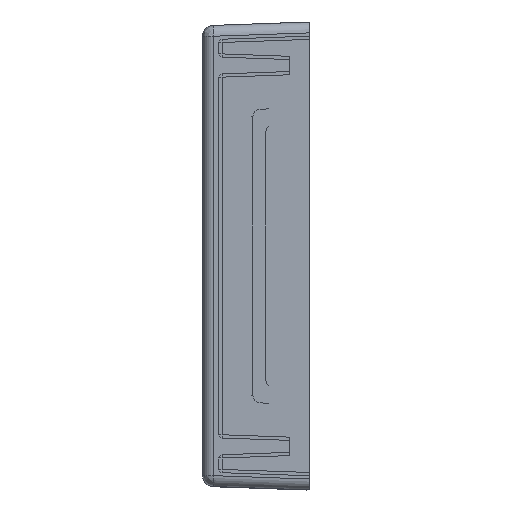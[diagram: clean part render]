
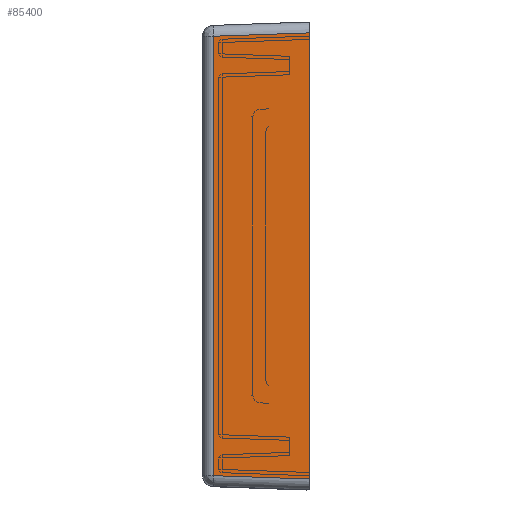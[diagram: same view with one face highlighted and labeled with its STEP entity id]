
A CAD part, left-side view. The second image highlights one B-rep face of the part: STEP entity #85400.
In plain terms, the highlighted face is planar.
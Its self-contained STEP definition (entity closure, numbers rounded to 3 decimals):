
#898 = LINE ( 'NONE', #1734, #66166 ) ;
#1734 = CARTESIAN_POINT ( 'NONE',  ( -144.75, 15.857, -5.8 ) ) ;
#2373 = LINE ( 'NONE', #34235, #25049 ) ;
#4482 = DIRECTION ( 'NONE',  ( 0.035, -0.035, 0.999 ) ) ;
#15736 = LINE ( 'NONE', #93661, #75631 ) ;
#22525 = DIRECTION ( 'NONE',  ( -0.035, 0., -0.999 ) ) ;
#25049 = VECTOR ( 'NONE', #77068, 1000. ) ;
#25157 = CARTESIAN_POINT ( 'NONE',  ( -144.442, -20.193, 3.035 ) ) ;
#26110 = EDGE_LOOP ( 'NONE', ( #108425, #33152, #43103, #71134 ) ) ;
#31571 = EDGE_CURVE ( 'NONE', #59399, #58316, #47430, .T. ) ;
#33152 = ORIENTED_EDGE ( 'NONE', *, *, #31571, .F. ) ;
#34099 = DIRECTION ( 'NONE',  ( -0.035, -0.035, -0.999 ) ) ;
#34235 = CARTESIAN_POINT ( 'NONE',  ( -144.442, 15.857, 3.035 ) ) ;
#38331 = CARTESIAN_POINT ( 'NONE',  ( -144.75, 20.501, -5.8 ) ) ;
#39932 = EDGE_CURVE ( 'NONE', #58316, #64033, #2373, .T. ) ;
#43103 = ORIENTED_EDGE ( 'NONE', *, *, #83499, .F. ) ;
#47430 = LINE ( 'NONE', #38331, #72754 ) ;
#47818 = CARTESIAN_POINT ( 'NONE',  ( -144.75, 15.857, -5.79 ) ) ;
#55026 = AXIS2_PLACEMENT_3D ( 'NONE', #47818, #73506, #22525 ) ;
#56033 = CARTESIAN_POINT ( 'NONE',  ( -144.75, 20.501, -5.8 ) ) ;
#58316 = VERTEX_POINT ( 'NONE', #89065 ) ;
#59399 = VERTEX_POINT ( 'NONE', #56033 ) ;
#64033 = VERTEX_POINT ( 'NONE', #25157 ) ;
#64945 = PLANE ( 'NONE',  #55026 ) ;
#65599 = VERTEX_POINT ( 'NONE', #88207 ) ;
#66166 = VECTOR ( 'NONE', #95465, 1000. ) ;
#71134 = ORIENTED_EDGE ( 'NONE', *, *, #90274, .F. ) ;
#72754 = VECTOR ( 'NONE', #4482, 1000. ) ;
#73506 = DIRECTION ( 'NONE',  ( 0.999, 0., -0.035 ) ) ;
#75631 = VECTOR ( 'NONE', #34099, 1000. ) ;
#77068 = DIRECTION ( 'NONE',  ( 0., -1., 0. ) ) ;
#83499 = EDGE_CURVE ( 'NONE', #65599, #59399, #898, .T. ) ;
#85400 = ADVANCED_FACE ( 'NONE', ( #93710 ), #64945, .F. ) ;
#88207 = CARTESIAN_POINT ( 'NONE',  ( -144.75, -20.501, -5.8 ) ) ;
#89065 = CARTESIAN_POINT ( 'NONE',  ( -144.442, 20.193, 3.035 ) ) ;
#90274 = EDGE_CURVE ( 'NONE', #64033, #65599, #15736, .T. ) ;
#93661 = CARTESIAN_POINT ( 'NONE',  ( -144.442, -20.193, 3.035 ) ) ;
#93710 = FACE_OUTER_BOUND ( 'NONE', #26110, .T. ) ;
#95465 = DIRECTION ( 'NONE',  ( 0., 1., 0. ) ) ;
#108425 = ORIENTED_EDGE ( 'NONE', *, *, #39932, .F. ) ;
